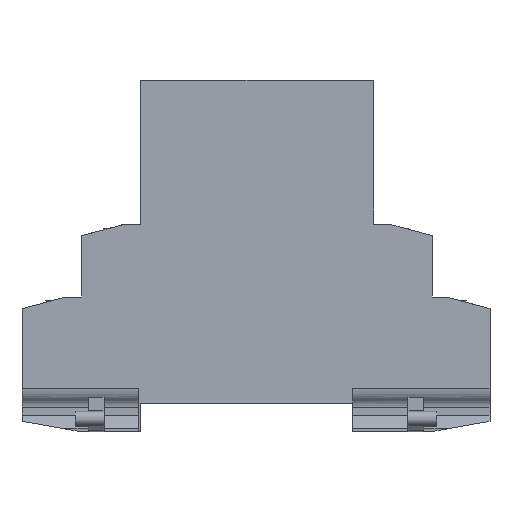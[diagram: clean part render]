
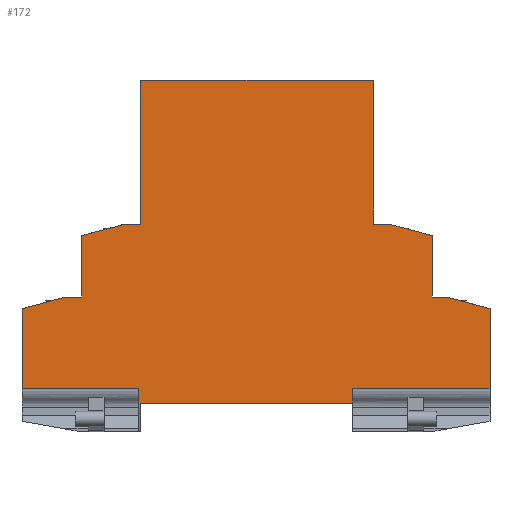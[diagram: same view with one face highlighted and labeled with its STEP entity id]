
A CAD part, left-side view. The second image highlights one B-rep face of the part: STEP entity #172.
In plain terms, the highlighted planar face has unit normal (-1, 0, 0).
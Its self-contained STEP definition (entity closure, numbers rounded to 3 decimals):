
#172 = ADVANCED_FACE( '', ( #510 ), #511, .F. );
#510 = FACE_OUTER_BOUND( '', #1002, .T. );
#511 = PLANE( '', #1003 );
#1002 = EDGE_LOOP( '', ( #2099, #2100, #2101, #2102, #2103, #2104, #2105, #2106, #2107, #2108, #2109, #2110, #2111, #2112, #2113, #2114, #2115, #2116, #2117, #2118, #2119, #2120 ) );
#1003 = AXIS2_PLACEMENT_3D( '', #2121, #2122, #2123 );
#2099 = ORIENTED_EDGE( '', *, *, #3643, .T. );
#2100 = ORIENTED_EDGE( '', *, *, #3549, .T. );
#2101 = ORIENTED_EDGE( '', *, *, #3655, .F. );
#2102 = ORIENTED_EDGE( '', *, *, #3656, .F. );
#2103 = ORIENTED_EDGE( '', *, *, #3657, .F. );
#2104 = ORIENTED_EDGE( '', *, *, #3658, .F. );
#2105 = ORIENTED_EDGE( '', *, *, #3659, .F. );
#2106 = ORIENTED_EDGE( '', *, *, #3660, .F. );
#2107 = ORIENTED_EDGE( '', *, *, #3661, .F. );
#2108 = ORIENTED_EDGE( '', *, *, #3662, .F. );
#2109 = ORIENTED_EDGE( '', *, *, #3663, .F. );
#2110 = ORIENTED_EDGE( '', *, *, #3664, .F. );
#2111 = ORIENTED_EDGE( '', *, *, #3665, .F. );
#2112 = ORIENTED_EDGE( '', *, *, #3666, .F. );
#2113 = ORIENTED_EDGE( '', *, *, #3667, .F. );
#2114 = ORIENTED_EDGE( '', *, *, #3668, .F. );
#2115 = ORIENTED_EDGE( '', *, *, #3669, .F. );
#2116 = ORIENTED_EDGE( '', *, *, #3626, .F. );
#2117 = ORIENTED_EDGE( '', *, *, #3670, .T. );
#2118 = ORIENTED_EDGE( '', *, *, #3619, .F. );
#2119 = ORIENTED_EDGE( '', *, *, #3671, .F. );
#2120 = ORIENTED_EDGE( '', *, *, #3672, .F. );
#2121 = CARTESIAN_POINT( '', ( 0., 0., 0. ) );
#2122 = DIRECTION( '', ( 1., 0., 0. ) );
#2123 = DIRECTION( '', ( 0., 0., -1. ) );
#3549 = EDGE_CURVE( '', #4383, #4381, #4384, .T. );
#3619 = EDGE_CURVE( '', #4505, #4507, #4508, .T. );
#3626 = EDGE_CURVE( '', #4517, #4519, #4520, .T. );
#3643 = EDGE_CURVE( '', #4543, #4383, #4546, .T. );
#3655 = EDGE_CURVE( '', #4562, #4381, #4563, .T. );
#3656 = EDGE_CURVE( '', #4564, #4562, #4565, .T. );
#3657 = EDGE_CURVE( '', #4566, #4564, #4567, .T. );
#3658 = EDGE_CURVE( '', #4568, #4566, #4569, .T. );
#3659 = EDGE_CURVE( '', #4570, #4568, #4571, .T. );
#3660 = EDGE_CURVE( '', #4572, #4570, #4573, .T. );
#3661 = EDGE_CURVE( '', #4574, #4572, #4575, .T. );
#3662 = EDGE_CURVE( '', #4576, #4574, #4577, .T. );
#3663 = EDGE_CURVE( '', #4578, #4576, #4579, .T. );
#3664 = EDGE_CURVE( '', #4580, #4578, #4581, .T. );
#3665 = EDGE_CURVE( '', #4582, #4580, #4583, .T. );
#3666 = EDGE_CURVE( '', #4584, #4582, #4585, .T. );
#3667 = EDGE_CURVE( '', #4586, #4584, #4587, .T. );
#3668 = EDGE_CURVE( '', #4588, #4586, #4589, .T. );
#3669 = EDGE_CURVE( '', #4519, #4588, #4590, .T. );
#3670 = EDGE_CURVE( '', #4517, #4507, #4591, .T. );
#3671 = EDGE_CURVE( '', #4592, #4505, #4593, .T. );
#3672 = EDGE_CURVE( '', #4543, #4592, #4594, .T. );
#4381 = VERTEX_POINT( '', #5628 );
#4383 = VERTEX_POINT( '', #5630 );
#4384 = LINE( '', #5631, #5632 );
#4505 = VERTEX_POINT( '', #5808 );
#4507 = VERTEX_POINT( '', #5811 );
#4508 = LINE( '', #5812, #5813 );
#4517 = VERTEX_POINT( '', #5827 );
#4519 = VERTEX_POINT( '', #5829 );
#4520 = LINE( '', #5830, #5831 );
#4543 = VERTEX_POINT( '', #5865 );
#4546 = LINE( '', #5869, #5870 );
#4562 = VERTEX_POINT( '', #5896 );
#4563 = LINE( '', #5897, #5898 );
#4564 = VERTEX_POINT( '', #5899 );
#4565 = LINE( '', #5900, #5901 );
#4566 = VERTEX_POINT( '', #5902 );
#4567 = LINE( '', #5903, #5904 );
#4568 = VERTEX_POINT( '', #5905 );
#4569 = LINE( '', #5906, #5907 );
#4570 = VERTEX_POINT( '', #5908 );
#4571 = LINE( '', #5909, #5910 );
#4572 = VERTEX_POINT( '', #5911 );
#4573 = LINE( '', #5912, #5913 );
#4574 = VERTEX_POINT( '', #5914 );
#4575 = LINE( '', #5915, #5916 );
#4576 = VERTEX_POINT( '', #5917 );
#4577 = LINE( '', #5918, #5919 );
#4578 = VERTEX_POINT( '', #5920 );
#4579 = LINE( '', #5921, #5922 );
#4580 = VERTEX_POINT( '', #5923 );
#4581 = LINE( '', #5924, #5925 );
#4582 = VERTEX_POINT( '', #5926 );
#4583 = LINE( '', #5927, #5928 );
#4584 = VERTEX_POINT( '', #5929 );
#4585 = LINE( '', #5930, #5931 );
#4586 = VERTEX_POINT( '', #5932 );
#4587 = LINE( '', #5933, #5934 );
#4588 = VERTEX_POINT( '', #5935 );
#4589 = LINE( '', #5936, #5937 );
#4590 = LINE( '', #5938, #5939 );
#4591 = LINE( '', #5940, #5941 );
#4592 = VERTEX_POINT( '', #5942 );
#4593 = LINE( '', #5943, #5944 );
#4594 = LINE( '', #5945, #5946 );
#5628 = CARTESIAN_POINT( '', ( 0., -46.8, 2.751 ) );
#5630 = CARTESIAN_POINT( '', ( 0., -20.5, 2.751 ) );
#5631 = CARTESIAN_POINT( '', ( 0., -33.65, 2.751 ) );
#5632 = VECTOR( '', #7074, 1. );
#5808 = CARTESIAN_POINT( '', ( 0., 20.1, -5.5 ) );
#5811 = CARTESIAN_POINT( '', ( 0., 20.5, -5.5 ) );
#5812 = CARTESIAN_POINT( '', ( 0., 20.1, -5.5 ) );
#5813 = VECTOR( '', #7170, 1. );
#5827 = CARTESIAN_POINT( '', ( 0., 20.5, 2.751 ) );
#5829 = CARTESIAN_POINT( '', ( 0., 42.8, 2.751 ) );
#5830 = CARTESIAN_POINT( '', ( 0., 31.65, 2.751 ) );
#5831 = VECTOR( '', #7179, 1. );
#5865 = CARTESIAN_POINT( '', ( 0., -20.5, 0. ) );
#5869 = CARTESIAN_POINT( '', ( 0., -20.5, 0. ) );
#5870 = VECTOR( '', #7204, 1. );
#5896 = CARTESIAN_POINT( '', ( 0., -46.8, 18.076 ) );
#5897 = CARTESIAN_POINT( '', ( 0., -46.8, 18.076 ) );
#5898 = VECTOR( '', #7218, 1. );
#5899 = CARTESIAN_POINT( '', ( 0., -38.5, 20.3 ) );
#5900 = CARTESIAN_POINT( '', ( 0., -38.5, 20.3 ) );
#5901 = VECTOR( '', #7219, 1. );
#5902 = CARTESIAN_POINT( '', ( 0., -35.75, 20.3 ) );
#5903 = CARTESIAN_POINT( '', ( 0., -35.75, 20.3 ) );
#5904 = VECTOR( '', #7220, 1. );
#5905 = CARTESIAN_POINT( '', ( 0., -35.75, 32.036 ) );
#5906 = CARTESIAN_POINT( '', ( 0., -35.75, 32.036 ) );
#5907 = VECTOR( '', #7221, 1. );
#5908 = CARTESIAN_POINT( '', ( 0., -27.45, 34.26 ) );
#5909 = CARTESIAN_POINT( '', ( 0., -27.45, 34.26 ) );
#5910 = VECTOR( '', #7222, 1. );
#5911 = CARTESIAN_POINT( '', ( 0., -24.5, 34.26 ) );
#5912 = CARTESIAN_POINT( '', ( 0., -24.5, 34.26 ) );
#5913 = VECTOR( '', #7223, 1. );
#5914 = CARTESIAN_POINT( '', ( 0., -24.5, 61.8 ) );
#5915 = CARTESIAN_POINT( '', ( 0., -24.5, 61.8 ) );
#5916 = VECTOR( '', #7224, 1. );
#5917 = CARTESIAN_POINT( '', ( 0., 20.1, 61.8 ) );
#5918 = CARTESIAN_POINT( '', ( 0., 20.1, 61.8 ) );
#5919 = VECTOR( '', #7225, 1. );
#5920 = CARTESIAN_POINT( '', ( 0., 20.1, 34.26 ) );
#5921 = CARTESIAN_POINT( '', ( 0., 20.1, 34.26 ) );
#5922 = VECTOR( '', #7226, 1. );
#5923 = CARTESIAN_POINT( '', ( 0., 23.05, 34.26 ) );
#5924 = CARTESIAN_POINT( '', ( 0., 23.05, 34.26 ) );
#5925 = VECTOR( '', #7227, 1. );
#5926 = CARTESIAN_POINT( '', ( 0., 31.35, 32.036 ) );
#5927 = CARTESIAN_POINT( '', ( 0., 31.35, 32.036 ) );
#5928 = VECTOR( '', #7228, 1. );
#5929 = CARTESIAN_POINT( '', ( 0., 31.35, 20.3 ) );
#5930 = CARTESIAN_POINT( '', ( 0., 31.35, 20.3 ) );
#5931 = VECTOR( '', #7229, 1. );
#5932 = CARTESIAN_POINT( '', ( 0., 34.5, 20.3 ) );
#5933 = CARTESIAN_POINT( '', ( 0., 34.5, 20.3 ) );
#5934 = VECTOR( '', #7230, 1. );
#5935 = CARTESIAN_POINT( '', ( 0., 42.8, 18.076 ) );
#5936 = CARTESIAN_POINT( '', ( 0., 42.8, 18.076 ) );
#5937 = VECTOR( '', #7231, 1. );
#5938 = CARTESIAN_POINT( '', ( 0., 42.8, -3.5 ) );
#5939 = VECTOR( '', #7232, 1. );
#5940 = CARTESIAN_POINT( '', ( 0., 20.5, 0. ) );
#5941 = VECTOR( '', #7233, 1. );
#5942 = CARTESIAN_POINT( '', ( 0., 20.1, 0. ) );
#5943 = CARTESIAN_POINT( '', ( 0., 20.1, 0. ) );
#5944 = VECTOR( '', #7234, 1. );
#5945 = CARTESIAN_POINT( '', ( 0., -20.5, 0. ) );
#5946 = VECTOR( '', #7235, 1. );
#7074 = DIRECTION( '', ( 0., -1., 0. ) );
#7170 = DIRECTION( '', ( 0., 1., 0. ) );
#7179 = DIRECTION( '', ( 0., 1., 0. ) );
#7204 = DIRECTION( '', ( 0., 0., 1. ) );
#7218 = DIRECTION( '', ( 0., 0., -1. ) );
#7219 = DIRECTION( '', ( 0., -0.966, -0.259 ) );
#7220 = DIRECTION( '', ( 0., -1., 0. ) );
#7221 = DIRECTION( '', ( 0., 0., -1. ) );
#7222 = DIRECTION( '', ( 0., -0.966, -0.259 ) );
#7223 = DIRECTION( '', ( 0., -1., 0. ) );
#7224 = DIRECTION( '', ( 0., 0., -1. ) );
#7225 = DIRECTION( '', ( 0., -1., 0. ) );
#7226 = DIRECTION( '', ( 0., 0., 1. ) );
#7227 = DIRECTION( '', ( 0., -1., 0. ) );
#7228 = DIRECTION( '', ( 0., -0.966, 0.259 ) );
#7229 = DIRECTION( '', ( 0., 0., 1. ) );
#7230 = DIRECTION( '', ( 0., -1., 0. ) );
#7231 = DIRECTION( '', ( 0., -0.966, 0.259 ) );
#7232 = DIRECTION( '', ( 0., 0., 1. ) );
#7233 = DIRECTION( '', ( 0., 0., -1. ) );
#7234 = DIRECTION( '', ( 0., 0., -1. ) );
#7235 = DIRECTION( '', ( 0., 1., 0. ) );
